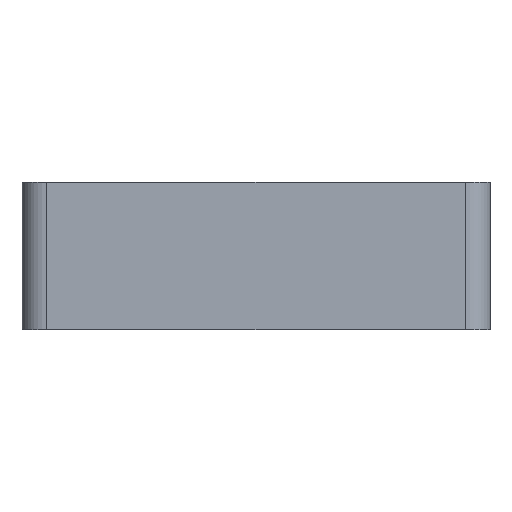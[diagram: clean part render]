
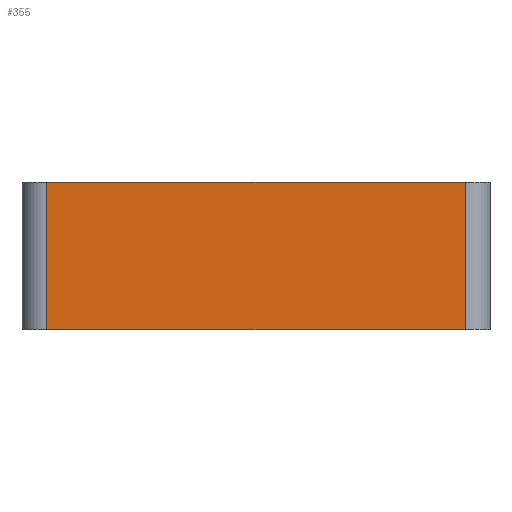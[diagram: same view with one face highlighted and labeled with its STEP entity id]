
A CAD part, front view. The second image highlights one B-rep face of the part: STEP entity #355.
In plain terms, the highlighted planar face has unit normal (0, -1, 0).
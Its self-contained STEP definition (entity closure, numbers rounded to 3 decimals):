
#45=FACE_OUTER_BOUND('',#65,.T.);
#65=EDGE_LOOP('',(#299,#300,#301,#302));
#101=LINE('',#569,#141);
#106=LINE('',#585,#146);
#107=LINE('',#589,#147);
#108=LINE('',#590,#148);
#141=VECTOR('',#465,10.);
#146=VECTOR('',#482,10.);
#147=VECTOR('',#487,10.);
#148=VECTOR('',#488,10.);
#174=VERTEX_POINT('',#566);
#175=VERTEX_POINT('',#568);
#180=VERTEX_POINT('',#584);
#181=VERTEX_POINT('',#588);
#216=EDGE_CURVE('',#174,#175,#101,.T.);
#224=EDGE_CURVE('',#175,#180,#106,.T.);
#226=EDGE_CURVE('',#181,#174,#107,.T.);
#227=EDGE_CURVE('',#180,#181,#108,.T.);
#299=ORIENTED_EDGE('',*,*,#224,.F.);
#300=ORIENTED_EDGE('',*,*,#216,.F.);
#301=ORIENTED_EDGE('',*,*,#226,.F.);
#302=ORIENTED_EDGE('',*,*,#227,.F.);
#338=PLANE('',#400);
#355=ADVANCED_FACE('',(#45),#338,.T.);
#400=AXIS2_PLACEMENT_3D('',#587,#485,#486);
#465=DIRECTION('',(-1.,0.,0.));
#482=DIRECTION('',(0.,0.,1.));
#485=DIRECTION('center_axis',(0.,-1.,0.));
#486=DIRECTION('ref_axis',(-1.,0.,0.));
#487=DIRECTION('',(0.,0.,-1.));
#488=DIRECTION('',(1.,0.,0.));
#566=CARTESIAN_POINT('',(85.5,-119.,-60.));
#568=CARTESIAN_POINT('',(-85.5,-119.,-60.));
#569=CARTESIAN_POINT('',(-95.5,-119.,-60.));
#584=CARTESIAN_POINT('',(-85.5,-119.,0.));
#585=CARTESIAN_POINT('',(-85.5,-119.,0.));
#587=CARTESIAN_POINT('Origin',(95.5,-119.,0.));
#588=CARTESIAN_POINT('',(85.5,-119.,0.));
#589=CARTESIAN_POINT('',(85.5,-119.,0.));
#590=CARTESIAN_POINT('',(-95.5,-119.,0.));
